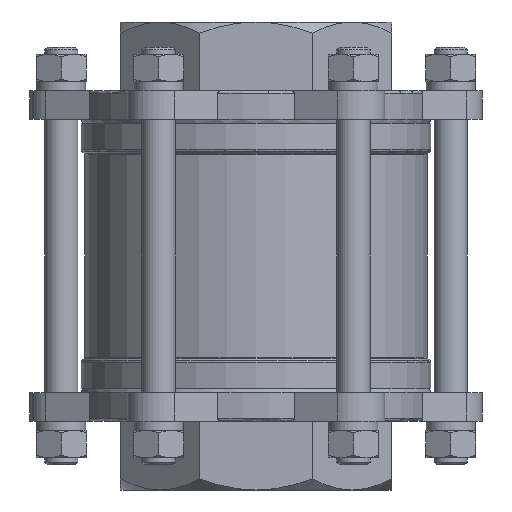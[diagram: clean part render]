
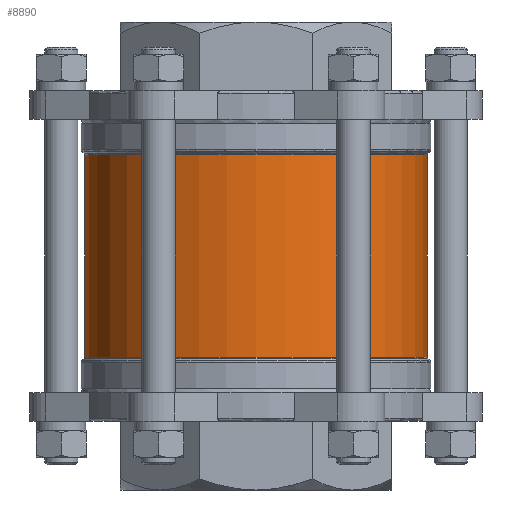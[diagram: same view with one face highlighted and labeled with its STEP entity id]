
A CAD part, front view. The second image highlights one B-rep face of the part: STEP entity #8890.
In plain terms, the highlighted cylindrical face has radius 82 mm (diameter 164 mm), a partial arc.
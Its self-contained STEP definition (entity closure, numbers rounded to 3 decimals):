
#112=LINE('',#14183,#530);
#113=LINE('',#14187,#531);
#530=VECTOR('',#10986,1000.);
#531=VECTOR('',#10989,1000.);
#901=CYLINDRICAL_SURFACE('',#9629,82.);
#1397=CIRCLE('',#9630,82.);
#1398=CIRCLE('',#9631,82.);
#2146=ORIENTED_EDGE('',*,*,#4784,.T.);
#2147=ORIENTED_EDGE('',*,*,#4785,.T.);
#2148=ORIENTED_EDGE('',*,*,#4786,.F.);
#2149=ORIENTED_EDGE('',*,*,#4787,.F.);
#4784=EDGE_CURVE('',#6070,#6071,#1397,.T.);
#4785=EDGE_CURVE('',#6071,#6072,#112,.T.);
#4786=EDGE_CURVE('',#6073,#6072,#1398,.T.);
#4787=EDGE_CURVE('',#6070,#6073,#113,.T.);
#6070=VERTEX_POINT('',#14181);
#6071=VERTEX_POINT('',#14182);
#6072=VERTEX_POINT('',#14184);
#6073=VERTEX_POINT('',#14186);
#7254=EDGE_LOOP('',(#2146,#2147,#2148,#2149));
#7995=FACE_BOUND('',#7254,.T.);
#8890=ADVANCED_FACE('',(#7995),#901,.T.);
#9629=AXIS2_PLACEMENT_3D('',#14179,#10982,#10983);
#9630=AXIS2_PLACEMENT_3D('',#14180,#10984,#10985);
#9631=AXIS2_PLACEMENT_3D('',#14185,#10987,#10988);
#10982=DIRECTION('',(0.,0.,-1.));
#10983=DIRECTION('',(-1.,0.,0.));
#10984=DIRECTION('',(0.,0.,-1.));
#10985=DIRECTION('',(-1.,0.,0.));
#10986=DIRECTION('',(0.,0.,-1.));
#10987=DIRECTION('',(0.,0.,-1.));
#10988=DIRECTION('',(-1.,0.,0.));
#10989=DIRECTION('',(0.,0.,-1.));
#14179=CARTESIAN_POINT('',(0.,0.,-79.));
#14180=CARTESIAN_POINT('',(0.,0.,48.386));
#14181=CARTESIAN_POINT('',(78.389,24.066,48.386));
#14182=CARTESIAN_POINT('',(-78.389,24.066,48.386));
#14183=CARTESIAN_POINT('',(-78.389,24.066,63.5));
#14184=CARTESIAN_POINT('',(-78.389,24.066,-48.386));
#14185=CARTESIAN_POINT('',(0.,0.,-48.386));
#14186=CARTESIAN_POINT('',(78.389,24.066,-48.386));
#14187=CARTESIAN_POINT('',(78.389,24.066,63.5));
